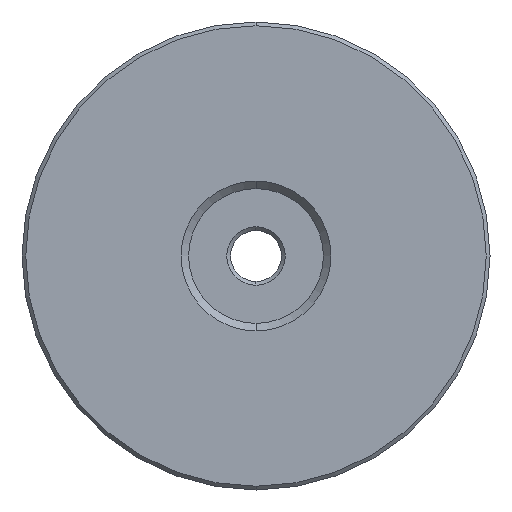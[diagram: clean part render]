
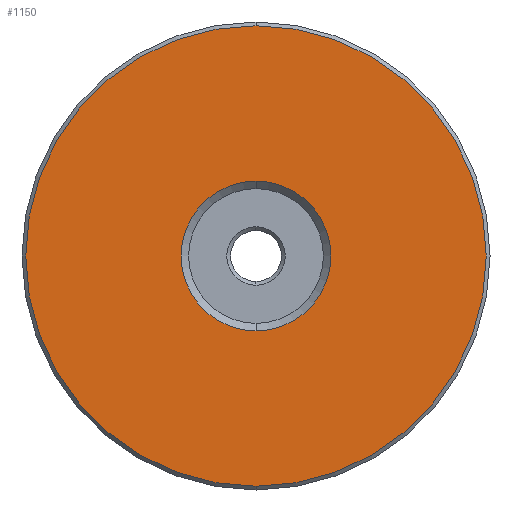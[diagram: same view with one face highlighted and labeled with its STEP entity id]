
A CAD part, front view. The second image highlights one B-rep face of the part: STEP entity #1150.
In plain terms, the highlighted planar face has unit normal (0, -1, 0).
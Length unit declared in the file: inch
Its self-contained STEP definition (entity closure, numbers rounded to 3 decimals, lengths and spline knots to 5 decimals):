
#47 = CIRCLE ( 'NONE', #971, 0.615 ) ;
#63 = CIRCLE ( 'NONE', #970, 0.2 ) ;
#98 = EDGE_CURVE ( 'NONE', #360, #345, #223, .T. ) ;
#183 = CIRCLE ( 'NONE', #1102, 0.2 ) ;
#193 = ORIENTED_EDGE ( 'NONE', *, *, #1179, .T. ) ;
#223 = CIRCLE ( 'NONE', #1187, 0.615 ) ;
#228 = VERTEX_POINT ( 'NONE', #736 ) ;
#229 = VERTEX_POINT ( 'NONE', #803 ) ;
#253 = ORIENTED_EDGE ( 'NONE', *, *, #1024, .T. ) ;
#269 = ORIENTED_EDGE ( 'NONE', *, *, #1180, .T. ) ;
#276 = ORIENTED_EDGE ( 'NONE', *, *, #98, .T. ) ;
#337 = EDGE_LOOP ( 'NONE', ( #269, #276 ) ) ;
#345 = VERTEX_POINT ( 'NONE', #818 ) ;
#360 = VERTEX_POINT ( 'NONE', #441 ) ;
#361 = EDGE_LOOP ( 'NONE', ( #253, #193 ) ) ;
#418 = DIRECTION ( 'NONE',  ( 0., 0., 1. ) ) ;
#441 = CARTESIAN_POINT ( 'NONE',  ( 0., -0.25, -0.615 ) ) ;
#467 = CARTESIAN_POINT ( 'NONE',  ( 0., -0.25, 0. ) ) ;
#488 = CARTESIAN_POINT ( 'NONE',  ( 0., -0.25, 0. ) ) ;
#534 = PLANE ( 'NONE',  #1052 ) ;
#543 = DIRECTION ( 'NONE',  ( 0., 0., 1. ) ) ;
#589 = CARTESIAN_POINT ( 'NONE',  ( 0.625, -0.25, 0. ) ) ;
#591 = DIRECTION ( 'NONE',  ( 0., 1., 0. ) ) ;
#718 = DIRECTION ( 'NONE',  ( 0., 0., 1. ) ) ;
#736 = CARTESIAN_POINT ( 'NONE',  ( 0., -0.25, 0.2 ) ) ;
#761 = DIRECTION ( 'NONE',  ( 0., -1., 0. ) ) ;
#777 = DIRECTION ( 'NONE',  ( 0., 1., 0. ) ) ;
#803 = CARTESIAN_POINT ( 'NONE',  ( 0., -0.25, -0.2 ) ) ;
#818 = CARTESIAN_POINT ( 'NONE',  ( 0., -0.25, 0.615 ) ) ;
#885 = FACE_OUTER_BOUND ( 'NONE', #337, .T. ) ;
#906 = FACE_BOUND ( 'NONE', #361, .T. ) ;
#970 = AXIS2_PLACEMENT_3D ( 'NONE', #1195, #1196, #1237 ) ;
#971 = AXIS2_PLACEMENT_3D ( 'NONE', #1205, #1224, #1225 ) ;
#1024 = EDGE_CURVE ( 'NONE', #229, #228, #183, .T. ) ;
#1052 = AXIS2_PLACEMENT_3D ( 'NONE', #589, #591, #543 ) ;
#1102 = AXIS2_PLACEMENT_3D ( 'NONE', #488, #777, #418 ) ;
#1150 = ADVANCED_FACE ( 'NONE', ( #885, #906 ), #534, .F. ) ;
#1179 = EDGE_CURVE ( 'NONE', #228, #229, #63, .T. ) ;
#1180 = EDGE_CURVE ( 'NONE', #345, #360, #47, .T. ) ;
#1187 = AXIS2_PLACEMENT_3D ( 'NONE', #467, #761, #718 ) ;
#1195 = CARTESIAN_POINT ( 'NONE',  ( 0., -0.25, 0. ) ) ;
#1196 = DIRECTION ( 'NONE',  ( 0., 1., 0. ) ) ;
#1205 = CARTESIAN_POINT ( 'NONE',  ( 0., -0.25, 0. ) ) ;
#1224 = DIRECTION ( 'NONE',  ( 0., -1., 0. ) ) ;
#1225 = DIRECTION ( 'NONE',  ( 0., 0., 1. ) ) ;
#1237 = DIRECTION ( 'NONE',  ( 0., 0., 1. ) ) ;
